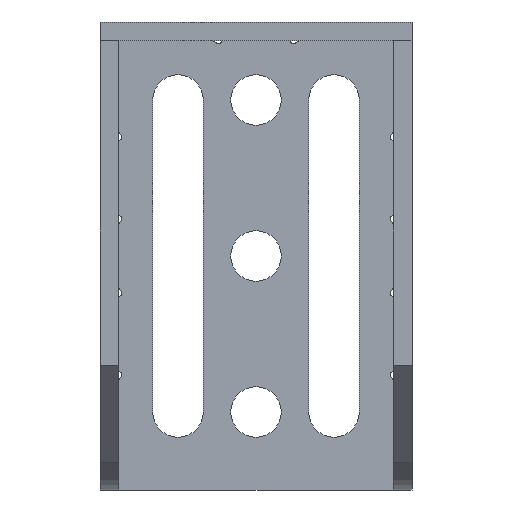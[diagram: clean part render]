
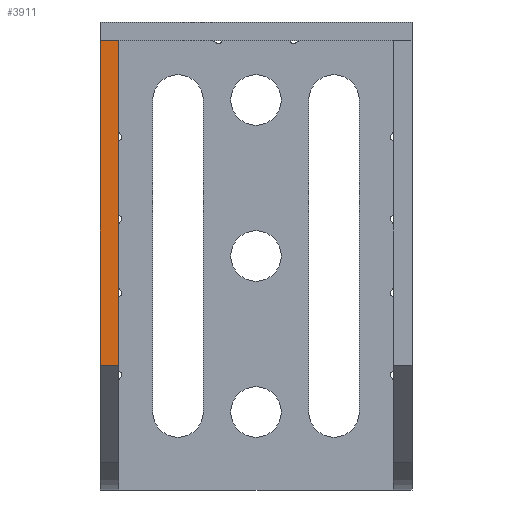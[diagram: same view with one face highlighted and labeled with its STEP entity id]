
A CAD part, front view. The second image highlights one B-rep face of the part: STEP entity #3911.
In plain terms, the highlighted planar face has unit normal (0, -1, 0).
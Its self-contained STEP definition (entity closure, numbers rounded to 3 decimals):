
#475=FACE_OUTER_BOUND('',#690,.T.);
#690=EDGE_LOOP('',(#2836,#2837,#2838,#2839));
#949=LINE('',#6072,#1316);
#950=LINE('',#6074,#1317);
#951=LINE('',#6076,#1318);
#952=LINE('',#6077,#1319);
#1316=VECTOR('',#4833,10.);
#1317=VECTOR('',#4834,10.);
#1318=VECTOR('',#4835,10.);
#1319=VECTOR('',#4836,10.);
#1691=VERTEX_POINT('',#6070);
#1692=VERTEX_POINT('',#6071);
#1693=VERTEX_POINT('',#6073);
#1694=VERTEX_POINT('',#6075);
#2125=EDGE_CURVE('',#1691,#1692,#949,.T.);
#2126=EDGE_CURVE('',#1693,#1691,#950,.T.);
#2127=EDGE_CURVE('',#1694,#1693,#951,.T.);
#2128=EDGE_CURVE('',#1692,#1694,#952,.T.);
#2836=ORIENTED_EDGE('',*,*,#2125,.F.);
#2837=ORIENTED_EDGE('',*,*,#2126,.F.);
#2838=ORIENTED_EDGE('',*,*,#2127,.F.);
#2839=ORIENTED_EDGE('',*,*,#2128,.F.);
#3796=PLANE('',#4224);
#3911=ADVANCED_FACE('',(#475),#3796,.F.);
#4224=AXIS2_PLACEMENT_3D('',#6069,#4831,#4832);
#4831=DIRECTION('center_axis',(0.,1.,0.));
#4832=DIRECTION('ref_axis',(1.,0.,0.));
#4833=DIRECTION('',(1.,0.,0.));
#4834=DIRECTION('',(0.,0.,1.));
#4835=DIRECTION('',(-1.,0.,0.));
#4836=DIRECTION('',(0.,0.,-1.));
#6069=CARTESIAN_POINT('Origin',(-59.851,860.,-50.002));
#6070=CARTESIAN_POINT('',(-104.,860.,0.));
#6071=CARTESIAN_POINT('',(0.,860.,0.));
#6072=CARTESIAN_POINT('',(-29.926,860.,0.));
#6073=CARTESIAN_POINT('',(-104.,860.,-6.));
#6074=CARTESIAN_POINT('',(-104.,860.,-28.001));
#6075=CARTESIAN_POINT('',(0.,860.,-6.));
#6076=CARTESIAN_POINT('',(-29.926,860.,-6.));
#6077=CARTESIAN_POINT('',(0.,860.,-28.001));
